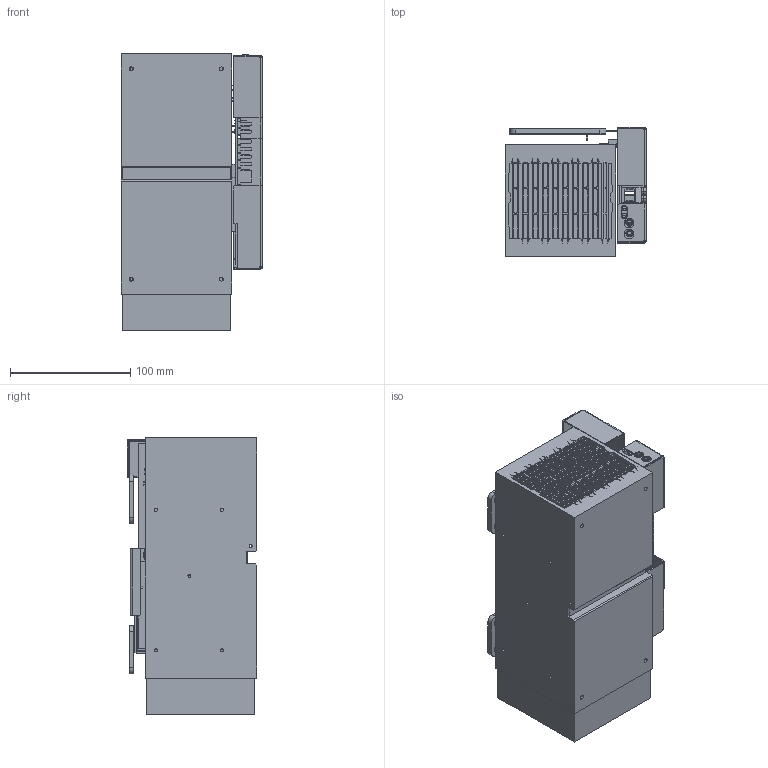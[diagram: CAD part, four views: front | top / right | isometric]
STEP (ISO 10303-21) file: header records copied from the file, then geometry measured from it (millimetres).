
FILE_DESCRIPTION (( 'STEP AP203' ), '1' );
FILE_NAME ('CCM_Petit-LA21 200.STEP', '2023-07-10T15:45:55', ( '' ), ( '' ), 'SwSTEP 2.0', 'SolidWorks 2021', '' );
FILE_SCHEMA (( 'CONFIG_CONTROL_DESIGN' ));
Length unit declared in the file: millimetre
Products named in the file (1): CCM_Petit-LA21 200
Bounding box: 118.11 x 107.83 x 230 mm (x, y, z)
Surface area: 798418.1 mm2 (no closed solid volume)
Topology: 0 solids, 72 shells, 1100 faces, 3750 edges, 2707 vertices
Faces by surface type: plane 776, cylinder 298, torus 16, sphere 5, cone 4, bspline 1
Full cylindrical faces by diameter (mm): 1.6 x4, 2.5 x10, 3.3 x16, 5.3 x8, 8 x2
Entity records: 41422 total; most frequent: CARTESIAN_POINT 9222, DIRECTION 6520, ORIENTED_EDGE 5828, EDGE_CURVE 3705, VECTOR 2868, LINE 2868, VERTEX_POINT 2702, AXIS2_PLACEMENT_3D 1826
